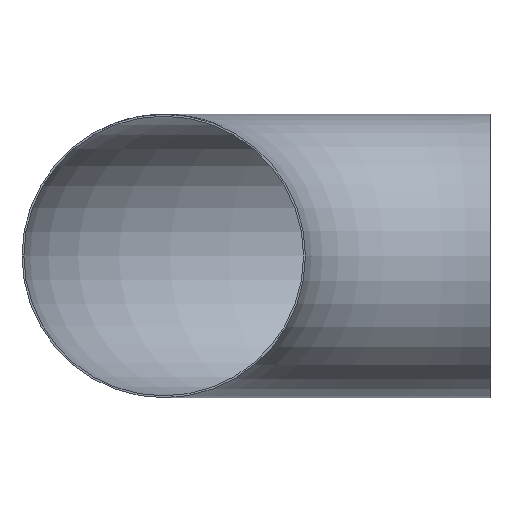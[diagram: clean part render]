
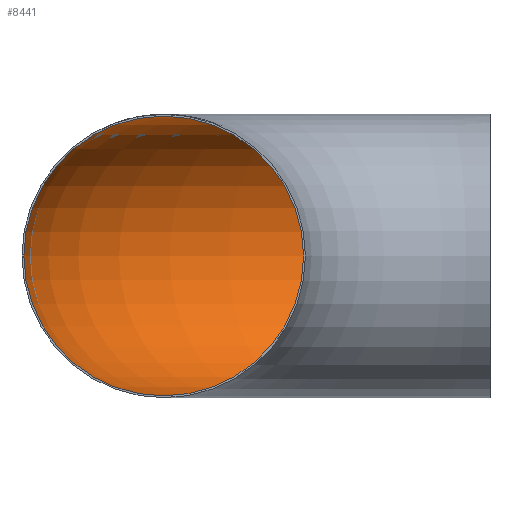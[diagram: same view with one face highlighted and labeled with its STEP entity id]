
A CAD part, front view. The second image highlights one B-rep face of the part: STEP entity #8441.
In plain terms, the highlighted toroidal (fillet/blend) face has major radius 700 mm and minor radius 300 mm.
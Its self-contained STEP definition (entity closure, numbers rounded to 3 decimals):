
#1115 = VERTEX_POINT ( 'NONE', #20135 ) ;
#2526 = DIRECTION ( 'NONE',  ( 0., 1., 0. ) ) ;
#2544 = AXIS2_PLACEMENT_3D ( 'NONE', #3870, #29790, #20178 ) ;
#3870 = CARTESIAN_POINT ( 'NONE',  ( 0., 700., 0. ) ) ;
#4049 = CIRCLE ( 'NONE', #28059, 300. ) ;
#4154 = DIRECTION ( 'NONE',  ( -1., 0., 0. ) ) ;
#4248 = CARTESIAN_POINT ( 'NONE',  ( 0., 1000., 0. ) ) ;
#6324 = EDGE_LOOP ( 'NONE', ( #9042 ) ) ;
#8441 = ADVANCED_FACE ( 'NONE', ( #23992, #23372 ), #26716, .F. ) ;
#9042 = ORIENTED_EDGE ( 'NONE', *, *, #25805, .T. ) ;
#9523 = EDGE_CURVE ( 'NONE', #1115, #1115, #4049, .T. ) ;
#9607 = DIRECTION ( 'NONE',  ( 0., 0., 1. ) ) ;
#18616 = CARTESIAN_POINT ( 'NONE',  ( -700., 0., 0. ) ) ;
#20135 = CARTESIAN_POINT ( 'NONE',  ( -700., 0., 300. ) ) ;
#20178 = DIRECTION ( 'NONE',  ( 0., 1., 0. ) ) ;
#22420 = ORIENTED_EDGE ( 'NONE', *, *, #9523, .F. ) ;
#23372 = FACE_OUTER_BOUND ( 'NONE', #26359, .T. ) ;
#23992 = FACE_OUTER_BOUND ( 'NONE', #6324, .T. ) ;
#25805 = EDGE_CURVE ( 'NONE', #33323, #33323, #25927, .T. ) ;
#25927 = CIRCLE ( 'NONE', #2544, 300. ) ;
#26359 = EDGE_LOOP ( 'NONE', ( #22420 ) ) ;
#26508 = CARTESIAN_POINT ( 'NONE',  ( 0., 0., 0. ) ) ;
#26716 = TOROIDAL_SURFACE ( 'NONE', #27407, 700., 300. ) ;
#26929 = DIRECTION ( 'NONE',  ( 0., 0., -1. ) ) ;
#27407 = AXIS2_PLACEMENT_3D ( 'NONE', #26508, #26929, #4154 ) ;
#28059 = AXIS2_PLACEMENT_3D ( 'NONE', #18616, #2526, #9607 ) ;
#29790 = DIRECTION ( 'NONE',  ( 1., 0., 0. ) ) ;
#33323 = VERTEX_POINT ( 'NONE', #4248 ) ;
